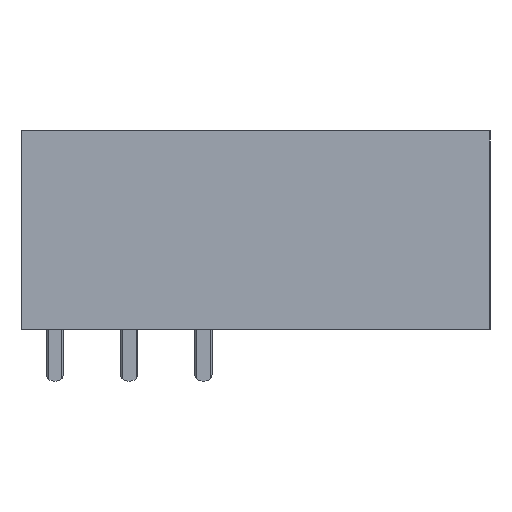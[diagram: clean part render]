
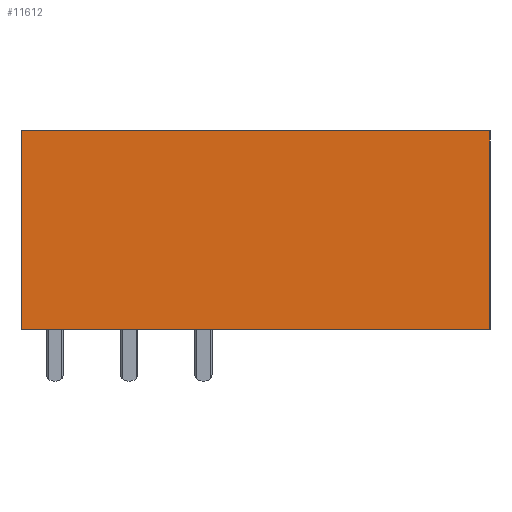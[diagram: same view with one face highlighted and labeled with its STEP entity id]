
A CAD part, left-side view. The second image highlights one B-rep face of the part: STEP entity #11612.
In plain terms, the highlighted planar face has unit normal (-1, 0, 0).
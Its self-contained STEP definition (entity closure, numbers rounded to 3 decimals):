
#11594=AXIS2_PLACEMENT_3D('Plane Axis2P3D',#11591,#11592,#11593) ;
#872=CARTESIAN_POINT('Vertex',(0.,0.,17.1)) ;
#875=CARTESIAN_POINT('Line Origine',(0.,0.,10.3)) ;
#879=CARTESIAN_POINT('Vertex',(0.,0.,3.5)) ;
#11543=CARTESIAN_POINT('Vertex',(0.,32.,3.5)) ;
#11546=CARTESIAN_POINT('Line Origine',(0.,32.,10.3)) ;
#11550=CARTESIAN_POINT('Vertex',(0.,32.,17.1)) ;
#11591=CARTESIAN_POINT('Axis2P3D Location',(0.,0.,0.)) ;
#11596=CARTESIAN_POINT('Line Origine',(0.,16.,17.1)) ;
#11601=CARTESIAN_POINT('Line Origine',(0.,16.,3.5)) ;
#876=DIRECTION('Vector Direction',(0.,0.,-1.)) ;
#11547=DIRECTION('Vector Direction',(0.,0.,1.)) ;
#11592=DIRECTION('Axis2P3D Direction',(-1.,0.,0.)) ;
#11593=DIRECTION('Axis2P3D XDirection',(0.,0.,1.)) ;
#11597=DIRECTION('Vector Direction',(0.,-1.,0.)) ;
#11602=DIRECTION('Vector Direction',(0.,1.,0.)) ;
#877=VECTOR('Line Direction',#876,1.) ;
#11548=VECTOR('Line Direction',#11547,1.) ;
#11598=VECTOR('Line Direction',#11597,1.) ;
#11603=VECTOR('Line Direction',#11602,1.) ;
#11607=ORIENTED_EDGE('',*,*,#881,.T.) ;
#11608=ORIENTED_EDGE('',*,*,#11600,.T.) ;
#11609=ORIENTED_EDGE('',*,*,#11552,.T.) ;
#11610=ORIENTED_EDGE('',*,*,#11605,.T.) ;
#11612=ADVANCED_FACE('Housing',(#11611),#11595,.T.) ;
#881=EDGE_CURVE('',#880,#873,#878,.F.) ;
#11552=EDGE_CURVE('',#11551,#11544,#11549,.F.) ;
#11600=EDGE_CURVE('',#873,#11551,#11599,.F.) ;
#11605=EDGE_CURVE('',#11544,#880,#11604,.F.) ;
#11606=EDGE_LOOP('',(#11607,#11608,#11609,#11610)) ;
#11611=FACE_OUTER_BOUND('',#11606,.T.) ;
#878=LINE('Line',#875,#877) ;
#11549=LINE('Line',#11546,#11548) ;
#11599=LINE('Line',#11596,#11598) ;
#11604=LINE('Line',#11601,#11603) ;
#11595=PLANE('',#11594) ;
#873=VERTEX_POINT('',#872) ;
#880=VERTEX_POINT('',#879) ;
#11544=VERTEX_POINT('',#11543) ;
#11551=VERTEX_POINT('',#11550) ;
